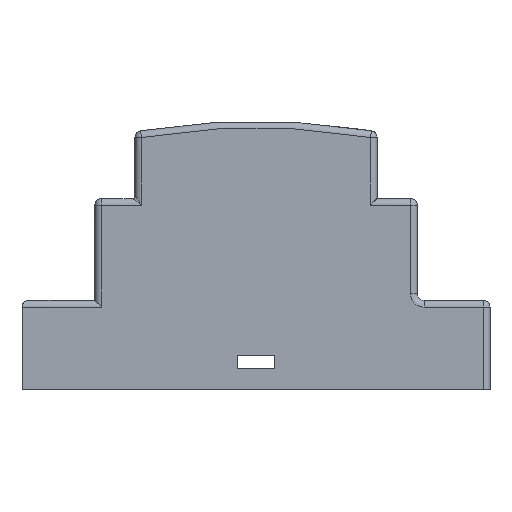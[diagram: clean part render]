
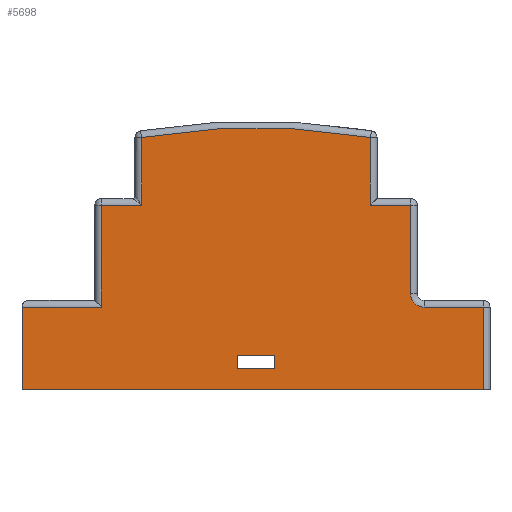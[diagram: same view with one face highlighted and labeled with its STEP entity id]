
A CAD part, left-side view. The second image highlights one B-rep face of the part: STEP entity #5698.
In plain terms, the highlighted planar face has unit normal (-1, 0, 0).
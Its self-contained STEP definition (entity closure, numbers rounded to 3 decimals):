
#68=FACE_BOUND('',#541,.T.);
#243=FACE_OUTER_BOUND('',#540,.T.);
#540=EDGE_LOOP('',(#4311,#4312,#4313,#4314,#4315,#4316,#4317,#4318,#4319,
#4320,#4321,#4322,#4323));
#541=EDGE_LOOP('',(#4324,#4325,#4326,#4327));
#1023=LINE('',#8902,#1664);
#1035=LINE('',#8933,#1676);
#1153=LINE('',#9184,#1794);
#1154=LINE('',#9186,#1795);
#1155=LINE('',#9190,#1796);
#1156=LINE('',#9192,#1797);
#1157=LINE('',#9194,#1798);
#1158=LINE('',#9198,#1799);
#1159=LINE('',#9200,#1800);
#1160=LINE('',#9202,#1801);
#1161=LINE('',#9203,#1802);
#1162=LINE('',#9206,#1803);
#1163=LINE('',#9208,#1804);
#1164=LINE('',#9210,#1805);
#1165=LINE('',#9211,#1806);
#1664=VECTOR('',#7027,85.75);
#1676=VECTOR('',#7049,15.4);
#1794=VECTOR('',#7227,15.4);
#1795=VECTOR('',#7228,11.);
#1796=VECTOR('',#7231,16.44);
#1797=VECTOR('',#7232,7.5);
#1798=VECTOR('',#7233,12.607);
#1799=VECTOR('',#7236,12.607);
#1800=VECTOR('',#7237,7.5);
#1801=VECTOR('',#7238,18.94);
#1802=VECTOR('',#7239,14.75);
#1803=VECTOR('',#7240,2.5);
#1804=VECTOR('',#7241,7.);
#1805=VECTOR('',#7242,2.5);
#1806=VECTOR('',#7243,7.);
#2186=CIRCLE('',#6132,2.5);
#2187=CIRCLE('',#6133,128.39);
#2604=VERTEX_POINT('',#8899);
#2605=VERTEX_POINT('',#8901);
#2619=VERTEX_POINT('',#8932);
#2722=VERTEX_POINT('',#9183);
#2723=VERTEX_POINT('',#9185);
#2724=VERTEX_POINT('',#9187);
#2725=VERTEX_POINT('',#9189);
#2726=VERTEX_POINT('',#9191);
#2727=VERTEX_POINT('',#9193);
#2728=VERTEX_POINT('',#9195);
#2729=VERTEX_POINT('',#9197);
#2730=VERTEX_POINT('',#9199);
#2731=VERTEX_POINT('',#9201);
#2732=VERTEX_POINT('',#9204);
#2733=VERTEX_POINT('',#9205);
#2734=VERTEX_POINT('',#9207);
#2735=VERTEX_POINT('',#9209);
#3186=EDGE_CURVE('',#2604,#2605,#1023,.T.);
#3201=EDGE_CURVE('',#2605,#2619,#1035,.T.);
#3340=EDGE_CURVE('',#2604,#2722,#1153,.F.);
#3341=EDGE_CURVE('',#2722,#2723,#1154,.F.);
#3342=EDGE_CURVE('',#2724,#2723,#2186,.F.);
#3343=EDGE_CURVE('',#2724,#2725,#1155,.F.);
#3344=EDGE_CURVE('',#2725,#2726,#1156,.F.);
#3345=EDGE_CURVE('',#2726,#2727,#1157,.F.);
#3346=EDGE_CURVE('',#2727,#2728,#2187,.F.);
#3347=EDGE_CURVE('',#2728,#2729,#1158,.F.);
#3348=EDGE_CURVE('',#2729,#2730,#1159,.F.);
#3349=EDGE_CURVE('',#2730,#2731,#1160,.F.);
#3350=EDGE_CURVE('',#2731,#2619,#1161,.F.);
#3351=EDGE_CURVE('',#2732,#2733,#1162,.T.);
#3352=EDGE_CURVE('',#2733,#2734,#1163,.T.);
#3353=EDGE_CURVE('',#2734,#2735,#1164,.T.);
#3354=EDGE_CURVE('',#2735,#2732,#1165,.T.);
#4311=ORIENTED_EDGE('',*,*,#3186,.F.);
#4312=ORIENTED_EDGE('',*,*,#3340,.T.);
#4313=ORIENTED_EDGE('',*,*,#3341,.T.);
#4314=ORIENTED_EDGE('',*,*,#3342,.F.);
#4315=ORIENTED_EDGE('',*,*,#3343,.T.);
#4316=ORIENTED_EDGE('',*,*,#3344,.T.);
#4317=ORIENTED_EDGE('',*,*,#3345,.T.);
#4318=ORIENTED_EDGE('',*,*,#3346,.T.);
#4319=ORIENTED_EDGE('',*,*,#3347,.T.);
#4320=ORIENTED_EDGE('',*,*,#3348,.T.);
#4321=ORIENTED_EDGE('',*,*,#3349,.T.);
#4322=ORIENTED_EDGE('',*,*,#3350,.T.);
#4323=ORIENTED_EDGE('',*,*,#3201,.F.);
#4324=ORIENTED_EDGE('',*,*,#3351,.T.);
#4325=ORIENTED_EDGE('',*,*,#3352,.T.);
#4326=ORIENTED_EDGE('',*,*,#3353,.T.);
#4327=ORIENTED_EDGE('',*,*,#3354,.T.);
#5525=PLANE('',#6131);
#5698=ADVANCED_FACE('',(#243,#68),#5525,.F.);
#6131=AXIS2_PLACEMENT_3D('',#9182,#7225,#7226);
#6132=AXIS2_PLACEMENT_3D('',#9188,#7229,#7230);
#6133=AXIS2_PLACEMENT_3D('',#9196,#7234,#7235);
#7027=DIRECTION('',(0.,1.,0.));
#7049=DIRECTION('',(0.,0.,1.));
#7225=DIRECTION('center_axis',(1.,0.,0.));
#7226=DIRECTION('ref_axis',(0.,0.,-1.));
#7227=DIRECTION('',(0.,0.,-1.));
#7228=DIRECTION('',(0.,-1.,0.));
#7229=DIRECTION('center_axis',(1.,0.,0.));
#7230=DIRECTION('ref_axis',(0.,0.,-1.));
#7231=DIRECTION('',(0.,0.,-1.));
#7232=DIRECTION('',(0.,-1.,0.));
#7233=DIRECTION('',(0.,0.,-1.));
#7234=DIRECTION('center_axis',(1.,0.,0.));
#7235=DIRECTION('ref_axis',(0.,0.,-1.));
#7236=DIRECTION('',(0.,0.,1.));
#7237=DIRECTION('',(0.,-1.,0.));
#7238=DIRECTION('',(0.,0.,1.));
#7239=DIRECTION('',(0.,-1.,0.));
#7240=DIRECTION('',(0.,0.,1.));
#7241=DIRECTION('',(0.,-1.,0.));
#7242=DIRECTION('',(0.,0.,-1.));
#7243=DIRECTION('',(0.,1.,0.));
#8899=CARTESIAN_POINT('',(0.,-42.25,0.));
#8901=CARTESIAN_POINT('',(0.,43.5,0.));
#8902=CARTESIAN_POINT('',(0.,-42.25,0.));
#8932=CARTESIAN_POINT('',(0.,43.5,15.4));
#8933=CARTESIAN_POINT('',(0.,43.5,0.));
#9182=CARTESIAN_POINT('Origin',(0.,0.,-79.673));
#9183=CARTESIAN_POINT('',(0.,-42.25,15.4));
#9184=CARTESIAN_POINT('',(0.,-42.25,15.4));
#9185=CARTESIAN_POINT('',(0.,-31.25,15.4));
#9186=CARTESIAN_POINT('',(0.,-31.25,15.4));
#9187=CARTESIAN_POINT('',(0.,-28.75,17.9));
#9188=CARTESIAN_POINT('Origin',(0.,-31.25,17.9));
#9189=CARTESIAN_POINT('',(0.,-28.75,34.34));
#9190=CARTESIAN_POINT('',(0.,-28.75,34.34));
#9191=CARTESIAN_POINT('',(0.,-21.25,34.34));
#9192=CARTESIAN_POINT('',(0.,-21.25,34.34));
#9193=CARTESIAN_POINT('',(0.,-21.25,46.947));
#9194=CARTESIAN_POINT('',(0.,-21.25,46.947));
#9195=CARTESIAN_POINT('',(0.,21.25,46.947));
#9196=CARTESIAN_POINT('Origin',(0.,0.,-79.673));
#9197=CARTESIAN_POINT('',(0.,21.25,34.34));
#9198=CARTESIAN_POINT('',(0.,21.25,34.34));
#9199=CARTESIAN_POINT('',(0.,28.75,34.34));
#9200=CARTESIAN_POINT('',(0.,28.75,34.34));
#9201=CARTESIAN_POINT('',(0.,28.75,15.4));
#9202=CARTESIAN_POINT('',(0.,28.75,15.4));
#9203=CARTESIAN_POINT('',(0.,43.5,15.4));
#9204=CARTESIAN_POINT('',(0.,3.5,4.));
#9205=CARTESIAN_POINT('',(0.,3.5,6.5));
#9206=CARTESIAN_POINT('',(0.,3.5,4.));
#9207=CARTESIAN_POINT('',(0.,-3.5,6.5));
#9208=CARTESIAN_POINT('',(0.,3.5,6.5));
#9209=CARTESIAN_POINT('',(0.,-3.5,4.));
#9210=CARTESIAN_POINT('',(0.,-3.5,6.5));
#9211=CARTESIAN_POINT('',(0.,-3.5,4.));
